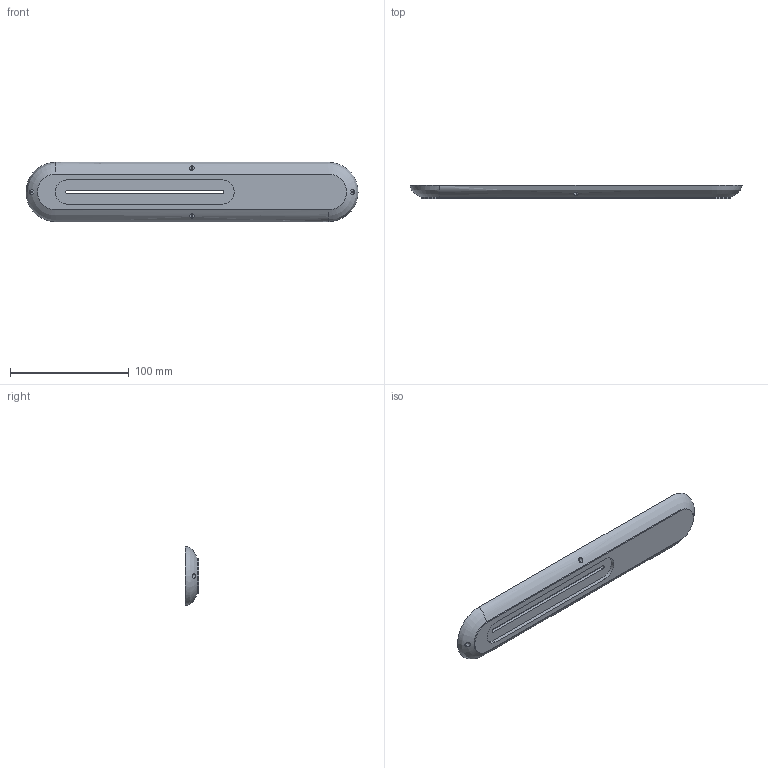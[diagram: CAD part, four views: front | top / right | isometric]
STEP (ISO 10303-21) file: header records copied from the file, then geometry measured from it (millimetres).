
FILE_DESCRIPTION (( 'STEP AP214' ), '1' );
FILE_NAME ('Pieza4.STEP', '2020-06-10T01:17:16', ( '' ), ( '' ), 'SwSTEP 2.0', 'SolidWorks 2013', '' );
FILE_SCHEMA (( 'AUTOMOTIVE_DESIGN' ));
Length unit declared in the file: millimetre
Products named in the file (1): Pieza4
Bounding box: 280 x 11 x 50 mm (x, y, z)
Volume: 66475.8 mm3; surface area: 32848.6 mm2
Topology: 1 solids, 1 shells, 45 faces, 111 edges, 74 vertices
Faces by surface type: cylinder 27, plane 14, bspline 4
Entity records: 8758 total; most frequent: CARTESIAN_POINT 7616, ORIENTED_EDGE 222, DIRECTION 213, EDGE_CURVE 111, AXIS2_PLACEMENT_3D 85, VERTEX_POINT 74, EDGE_LOOP 61, FACE_OUTER_BOUND 45
